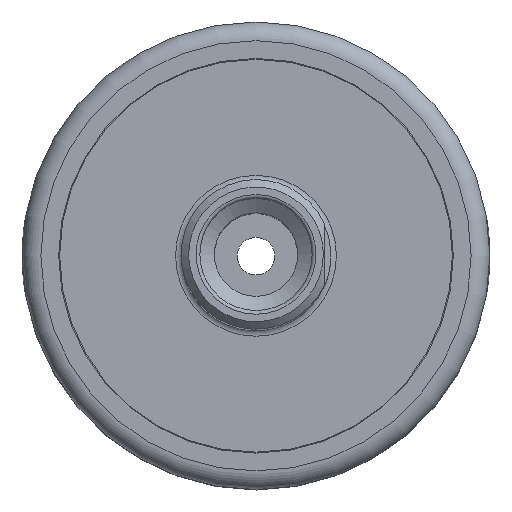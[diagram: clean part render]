
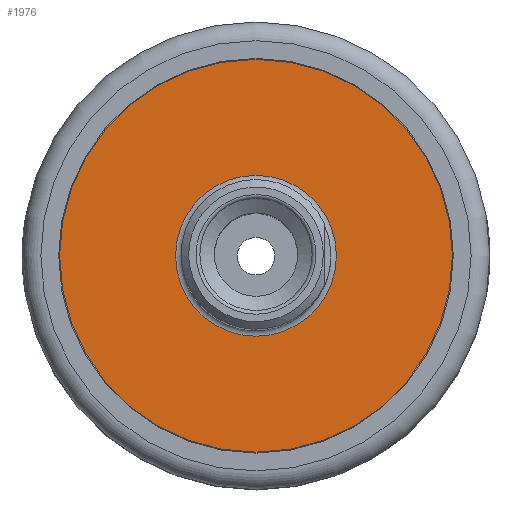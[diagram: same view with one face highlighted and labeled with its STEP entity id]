
A CAD part, top view. The second image highlights one B-rep face of the part: STEP entity #1976.
In plain terms, the highlighted planar face has unit normal (0, 0, 1).
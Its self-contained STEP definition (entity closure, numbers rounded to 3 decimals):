
#53=PLANE('',#2210);
#326=ORIENTED_EDGE('',*,*,#466,.T.);
#327=ORIENTED_EDGE('',*,*,#440,.F.);
#440=EDGE_CURVE('',#560,#560,#675,.T.);
#466=EDGE_CURVE('',#588,#588,#701,.T.);
#560=VERTEX_POINT('',#2970);
#588=VERTEX_POINT('',#3047);
#675=CIRCLE('',#2162,4.3);
#701=CIRCLE('',#2211,10.55);
#913=EDGE_LOOP('',(#326));
#914=EDGE_LOOP('',(#327));
#1146=FACE_BOUND('',#913,.T.);
#1147=FACE_BOUND('',#914,.T.);
#1976=ADVANCED_FACE('',(#1146,#1147),#53,.T.);
#2162=AXIS2_PLACEMENT_3D('',#2969,#2547,#2548);
#2210=AXIS2_PLACEMENT_3D('',#3045,#2643,#2644);
#2211=AXIS2_PLACEMENT_3D('',#3046,#2645,#2646);
#2547=DIRECTION('',(0.,0.,1.));
#2548=DIRECTION('',(1.,0.,0.));
#2643=DIRECTION('',(0.,0.,1.));
#2644=DIRECTION('',(1.,0.,0.));
#2645=DIRECTION('',(0.,0.,1.));
#2646=DIRECTION('',(1.,0.,0.));
#2969=CARTESIAN_POINT('',(0.,0.,6.22));
#2970=CARTESIAN_POINT('',(4.3,0.,6.22));
#3045=CARTESIAN_POINT('',(4.45,0.,6.22));
#3046=CARTESIAN_POINT('',(0.,0.,6.22));
#3047=CARTESIAN_POINT('',(10.55,0.,6.22));
